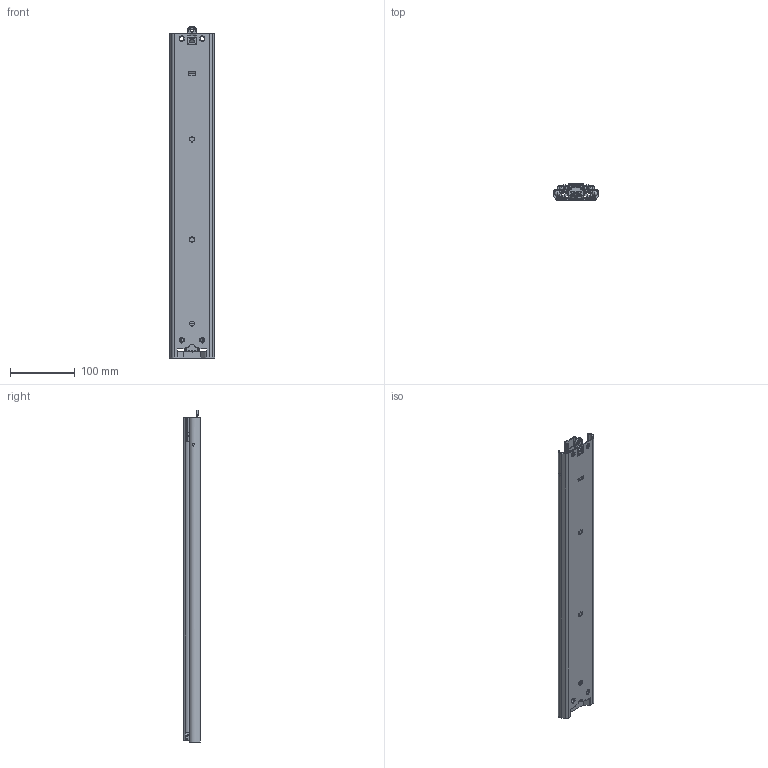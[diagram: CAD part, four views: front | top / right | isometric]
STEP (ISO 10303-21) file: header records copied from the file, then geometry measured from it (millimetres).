
FILE_DESCRIPTION((''),'2;1');
FILE_NAME('111-M34_ASM','2015-05-19T',('w.jans'),(''),'PRO/ENGINEER BY PARAMETRIC TECHNOLOGY CORPORATION, 2003450','PRO/ENGINEER BY PARAMETRIC TECHNOLOGY CORPORATION, 2003450','');
FILE_SCHEMA(('CONFIG_CONTROL_DESIGN'));
Length unit declared in the file: millimetre
Products named in the file (43): 111-M34-SKEL; 511-11-M34-TA1; 511-11-M34-TA1_ASM; 515-4XX-11-M34; 911-073; 515-4XX-11-M34_ASM; 512-11-M34-TB2; 512-11-M34-TB2_ASM; 515-6XX-11-M34; 911-074; 515-6XX-11-M34_ASM; 513-11-M34-UA2; 513-11-M34-UA2_ASM; 515-7XX-11-M34_AF0; 911-075_AF0; 911-075_AF1; 911-075_AF2; 911-075_AF3; 911-075_AF4; 911-075_AF5; 911-075_AF6; 911-075_AF7; 911-075_AF8; 911-075_AF9; 911-075; 911-075_AF10; 911-075_AF11; 911-075_AF12; 911-075_AF13; 911-075_AF14; 911-075_AF15; 911-075_AF16; 911-075_AF17; 911-075_AF18; 911-075_AF19; 515-7XX-11-M34_ASM; 514-11-M34-U3; 921-587; 921-614; 921-615_ASM ...
Assembly tree (87 placements, depth 5):
  111-M34_ASM
    111-M34-SKEL
    511-11-M34-TA1_ASM
      511-11-M34-TA1
    515-4XX-11-M34_ASM
      515-4XX-11-M34
      911-073  x22
    512-11-M34-TB2_ASM
      512-11-M34-TB2
    515-6XX-11-M34_ASM
      515-6XX-11-M34
      911-074  x24
    513-11-M34-UA2_ASM
      513-11-M34-UA2
    515-7XX-11-M34_ASM
      515-7XX-11-M34_AF0
      911-075_AF0
      911-075_AF1
      911-075_AF2
      911-075_AF3
      911-075_AF4
      911-075_AF5
      911-075_AF6
      911-075_AF7
      911-075_AF8
      911-075_AF9
      911-075  x2
      911-075_AF10
      911-075_AF11
      911-075_AF12
      911-075_AF13
      911-075_AF14
      911-075_AF15
      911-075_AF16
      911-075_AF17
      911-075_AF18
      911-075_AF19
    514-11-M34-U3_ASM
      514-11-M34-U3
      921-588_ASM
        921-587
        921-615_ASM
          921-614
Bounding box: 70.9 x 25.1 x 512 mm (x, y, z)
Volume: 300170.9 mm3; surface area: 365327.2 mm2
Topology: 77 solids, 77 shells, 2224 faces, 6375 edges, 4021 vertices
Faces by surface type: plane 1115, cylinder 869, sphere 140, bspline 41, cone 38, torus 21
Entity records: 76147 total; most frequent: CARTESIAN_POINT 18790, ORIENTED_EDGE 12026, DIRECTION 11848, EDGE_CURVE 6013, AXIS2_PLACEMENT_3D 4014, VERTEX_POINT 3931, VECTOR 3820, LINE 3820
